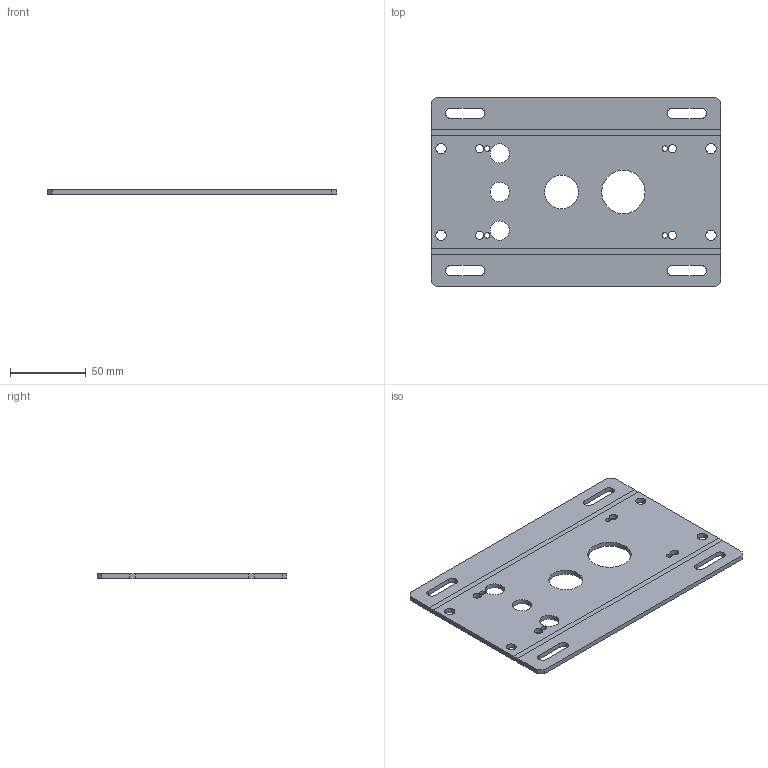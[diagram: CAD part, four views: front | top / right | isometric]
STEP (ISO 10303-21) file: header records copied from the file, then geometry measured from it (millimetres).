
FILE_DESCRIPTION (( 'STEP AP214' ), '1' );
FILE_NAME ('am-3229 Toughbox Micro Flat Shaft Plate.STEP', '2016-03-17T15:32:34', ( '' ), ( '' ), 'SwSTEP 2.0', 'SolidWorks 2014', '' );
FILE_SCHEMA (( 'AUTOMOTIVE_DESIGN' ));
Length unit declared in the file: inch
Products named in the file (1): am-3229 Toughbox Micro Flat Shaft Plate
Bounding box: 190.5 x 125 x 3.17 mm (x, y, z)
Volume: 68112.2 mm3; surface area: 47150.6 mm2
Topology: 1 solids, 1 shells, 76 faces, 206 edges, 132 vertices
Faces by surface type: cylinder 42, plane 34
Entity records: 2530 total; most frequent: DIRECTION 444, CARTESIAN_POINT 415, ORIENTED_EDGE 412, EDGE_CURVE 206, AXIS2_PLACEMENT_3D 161, VERTEX_POINT 132, VECTOR 122, LINE 122
